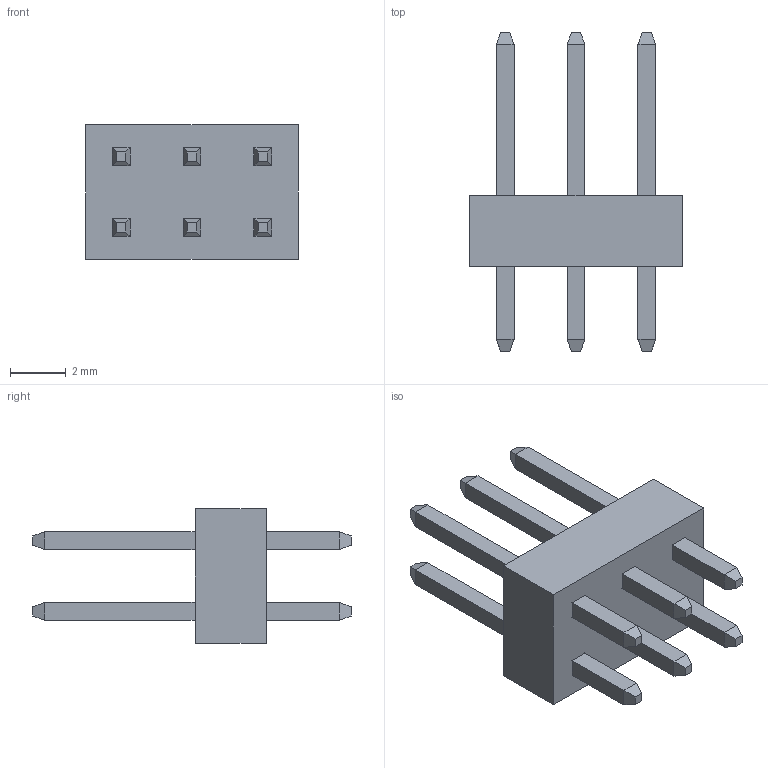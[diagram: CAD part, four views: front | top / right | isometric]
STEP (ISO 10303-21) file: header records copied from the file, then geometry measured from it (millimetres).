
FILE_DESCRIPTION (( 'STEP AP214' ), '1' );
FILE_NAME ('67997106.STEP', '2021-12-29T14:52:34', ( '' ), ( '' ), 'SwSTEP 2.0', 'SolidWorks 2020', '' );
FILE_SCHEMA (( 'AUTOMOTIVE_DESIGN' ));
Length unit declared in the file: millimetre
Products named in the file (1): 67997106
Bounding box: 7.62 x 11.43 x 4.83 mm (x, y, z)
Volume: 114.5 mm3; surface area: 345.3 mm2
Topology: 7 solids, 7 shells, 114 faces, 252 edges, 152 vertices
Faces by surface type: plane 114
Entity records: 3740 total; most frequent: CARTESIAN_POINT 519, ORIENTED_EDGE 504, DIRECTION 482, LINE 252, VECTOR 252, EDGE_CURVE 252, VERTEX_POINT 152, EDGE_LOOP 126
